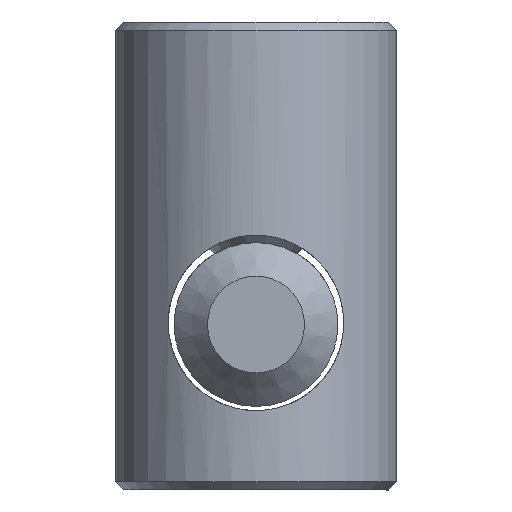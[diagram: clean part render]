
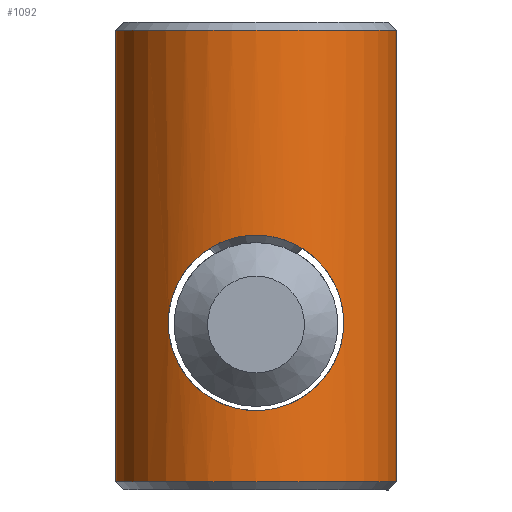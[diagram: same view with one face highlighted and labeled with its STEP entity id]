
A CAD part, left-side view. The second image highlights one B-rep face of the part: STEP entity #1092.
In plain terms, the highlighted cylindrical face has radius 8.425 mm (diameter 16.85 mm), a full revolution.
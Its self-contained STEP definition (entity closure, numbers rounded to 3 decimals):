
#17=B_SPLINE_CURVE_WITH_KNOTS('',3,(#1957,#1958,#1959,#1960,#1961,#1962,
#1963,#1964,#1965,#1966,#1967,#1968,#1969,#1970,#1971,#1972,#1973,#1974,
#1975,#1976,#1977,#1978,#1979,#1980,#1981,#1982,#1983,#1984,#1985,#1986,
#1987,#1988,#1989,#1990),.UNSPECIFIED.,.T.,.F.,(4,2,2,2,2,2,2,2,2,2,2,2,
2,2,2,2,4),(-3.274,-3.069,-2.863,-2.66,
-2.456,-2.252,-2.048,-1.843,
-1.637,-1.432,-1.226,-1.022,
-0.819,-0.615,-0.411,-0.205,
0.),.UNSPECIFIED.);
#18=B_SPLINE_CURVE_WITH_KNOTS('',3,(#1992,#1993,#1994,#1995,#1996,#1997,
#1998,#1999,#2000,#2001,#2002,#2003,#2004,#2005,#2006,#2007,#2008,#2009,
#2010,#2011,#2012,#2013,#2014,#2015,#2016,#2017,#2018,#2019,#2020,#2021,
#2022,#2023,#2024,#2025),.UNSPECIFIED.,.T.,.F.,(4,2,2,2,2,2,2,2,2,2,2,2,
2,2,2,2,4),(0.,0.205,0.411,0.615,0.819,
1.022,1.226,1.432,1.637,1.843,
2.048,2.252,2.456,2.66,2.863,
3.069,3.274),.UNSPECIFIED.);
#40=FACE_BOUND('',#190,.T.);
#41=FACE_BOUND('',#191,.T.);
#124=FACE_OUTER_BOUND('',#189,.T.);
#189=EDGE_LOOP('',(#853,#854,#855,#856,#857,#858));
#190=EDGE_LOOP('',(#859));
#191=EDGE_LOOP('',(#860));
#268=LINE('',#1951,#337);
#337=VECTOR('',#1452,8.425);
#388=CIRCLE('',#1206,8.425);
#389=CIRCLE('',#1207,8.425);
#390=CIRCLE('',#1208,8.425);
#391=CIRCLE('',#1209,8.425);
#484=VERTEX_POINT('',#1947);
#485=VERTEX_POINT('',#1948);
#486=VERTEX_POINT('',#1950);
#487=VERTEX_POINT('',#1952);
#488=VERTEX_POINT('',#1956);
#489=VERTEX_POINT('',#1991);
#616=EDGE_CURVE('',#484,#485,#388,.T.);
#617=EDGE_CURVE('',#485,#486,#268,.T.);
#618=EDGE_CURVE('',#486,#487,#389,.T.);
#619=EDGE_CURVE('',#487,#486,#390,.T.);
#620=EDGE_CURVE('',#485,#484,#391,.T.);
#621=EDGE_CURVE('',#488,#488,#17,.F.);
#622=EDGE_CURVE('',#489,#489,#18,.F.);
#853=ORIENTED_EDGE('',*,*,#616,.T.);
#854=ORIENTED_EDGE('',*,*,#617,.T.);
#855=ORIENTED_EDGE('',*,*,#618,.T.);
#856=ORIENTED_EDGE('',*,*,#619,.T.);
#857=ORIENTED_EDGE('',*,*,#617,.F.);
#858=ORIENTED_EDGE('',*,*,#620,.T.);
#859=ORIENTED_EDGE('',*,*,#621,.T.);
#860=ORIENTED_EDGE('',*,*,#622,.T.);
#989=CYLINDRICAL_SURFACE('',#1205,8.425);
#1092=ADVANCED_FACE('',(#124,#40,#41),#989,.T.);
#1205=AXIS2_PLACEMENT_3D('',#1946,#1448,#1449);
#1206=AXIS2_PLACEMENT_3D('',#1949,#1450,#1451);
#1207=AXIS2_PLACEMENT_3D('',#1953,#1453,#1454);
#1208=AXIS2_PLACEMENT_3D('',#1954,#1455,#1456);
#1209=AXIS2_PLACEMENT_3D('',#1955,#1457,#1458);
#1448=DIRECTION('center_axis',(0.,0.,
1.));
#1449=DIRECTION('ref_axis',(0.,-1.,0.));
#1450=DIRECTION('center_axis',(0.,0.,
-1.));
#1451=DIRECTION('ref_axis',(0.,-1.,0.));
#1452=DIRECTION('',(0.,0.,-1.));
#1453=DIRECTION('center_axis',(0.,0.,
1.));
#1454=DIRECTION('ref_axis',(0.,-1.,0.));
#1455=DIRECTION('center_axis',(0.,0.,
1.));
#1456=DIRECTION('ref_axis',(0.,-1.,0.));
#1457=DIRECTION('center_axis',(0.,0.,
-1.));
#1458=DIRECTION('ref_axis',(0.,-1.,0.));
#1946=CARTESIAN_POINT('Origin',(-22.5,0.,-9.9));
#1947=CARTESIAN_POINT('',(-22.5,-8.425,17.6));
#1948=CARTESIAN_POINT('',(-22.5,8.425,17.6));
#1949=CARTESIAN_POINT('Origin',(-22.5,0.,17.6));
#1950=CARTESIAN_POINT('',(-22.5,8.425,-9.4));
#1951=CARTESIAN_POINT('',(-22.5,8.425,-9.9));
#1952=CARTESIAN_POINT('',(-22.5,-8.425,-9.4));
#1953=CARTESIAN_POINT('Origin',(-22.5,0.,-9.4));
#1954=CARTESIAN_POINT('Origin',(-22.5,0.,-9.4));
#1955=CARTESIAN_POINT('Origin',(-22.5,0.,17.6));
#1956=CARTESIAN_POINT('',(-29.089,5.25,0.1));
#1957=CARTESIAN_POINT('Ctrl Pts',(-29.089,-5.25,0.1));
#1958=CARTESIAN_POINT('Ctrl Pts',(-29.089,-5.25,0.785));
#1959=CARTESIAN_POINT('Ctrl Pts',(-29.207,-5.109,1.494));
#1960=CARTESIAN_POINT('Ctrl Pts',(-29.586,-4.569,2.778));
#1961=CARTESIAN_POINT('Ctrl Pts',(-29.838,-4.17,3.355));
#1962=CARTESIAN_POINT('Ctrl Pts',(-30.286,-3.258,4.266));
#1963=CARTESIAN_POINT('Ctrl Pts',(-30.515,-2.681,4.668));
#1964=CARTESIAN_POINT('Ctrl Pts',(-30.836,-1.392,5.21));
#1965=CARTESIAN_POINT('Ctrl Pts',(-30.925,-0.679,5.35));
#1966=CARTESIAN_POINT('Ctrl Pts',(-30.925,0.679,5.35));
#1967=CARTESIAN_POINT('Ctrl Pts',(-30.836,1.392,5.21));
#1968=CARTESIAN_POINT('Ctrl Pts',(-30.515,2.681,4.668));
#1969=CARTESIAN_POINT('Ctrl Pts',(-30.286,3.258,4.266));
#1970=CARTESIAN_POINT('Ctrl Pts',(-29.838,4.17,3.355));
#1971=CARTESIAN_POINT('Ctrl Pts',(-29.586,4.569,2.778));
#1972=CARTESIAN_POINT('Ctrl Pts',(-29.207,5.109,1.494));
#1973=CARTESIAN_POINT('Ctrl Pts',(-29.089,5.25,0.785));
#1974=CARTESIAN_POINT('Ctrl Pts',(-29.089,5.25,-0.585));
#1975=CARTESIAN_POINT('Ctrl Pts',(-29.207,5.109,-1.294));
#1976=CARTESIAN_POINT('Ctrl Pts',(-29.586,4.569,-2.578));
#1977=CARTESIAN_POINT('Ctrl Pts',(-29.838,4.17,-3.155));
#1978=CARTESIAN_POINT('Ctrl Pts',(-30.286,3.258,-4.066));
#1979=CARTESIAN_POINT('Ctrl Pts',(-30.515,2.681,-4.468));
#1980=CARTESIAN_POINT('Ctrl Pts',(-30.836,1.392,-5.01));
#1981=CARTESIAN_POINT('Ctrl Pts',(-30.925,0.679,-5.15));
#1982=CARTESIAN_POINT('Ctrl Pts',(-30.925,-0.679,-5.15));
#1983=CARTESIAN_POINT('Ctrl Pts',(-30.836,-1.392,-5.01));
#1984=CARTESIAN_POINT('Ctrl Pts',(-30.515,-2.681,-4.468));
#1985=CARTESIAN_POINT('Ctrl Pts',(-30.286,-3.258,-4.066));
#1986=CARTESIAN_POINT('Ctrl Pts',(-29.838,-4.17,-3.155));
#1987=CARTESIAN_POINT('Ctrl Pts',(-29.586,-4.569,-2.578));
#1988=CARTESIAN_POINT('Ctrl Pts',(-29.207,-5.109,-1.294));
#1989=CARTESIAN_POINT('Ctrl Pts',(-29.089,-5.25,-0.585));
#1990=CARTESIAN_POINT('Ctrl Pts',(-29.089,-5.25,0.1));
#1991=CARTESIAN_POINT('',(-15.911,5.25,0.1));
#1992=CARTESIAN_POINT('Ctrl Pts',(-15.911,-5.25,0.1));
#1993=CARTESIAN_POINT('Ctrl Pts',(-15.911,-5.25,-0.585));
#1994=CARTESIAN_POINT('Ctrl Pts',(-15.793,-5.109,-1.294));
#1995=CARTESIAN_POINT('Ctrl Pts',(-15.414,-4.569,-2.578));
#1996=CARTESIAN_POINT('Ctrl Pts',(-15.162,-4.17,-3.155));
#1997=CARTESIAN_POINT('Ctrl Pts',(-14.714,-3.258,-4.066));
#1998=CARTESIAN_POINT('Ctrl Pts',(-14.485,-2.681,-4.468));
#1999=CARTESIAN_POINT('Ctrl Pts',(-14.164,-1.392,-5.01));
#2000=CARTESIAN_POINT('Ctrl Pts',(-14.075,-0.679,-5.15));
#2001=CARTESIAN_POINT('Ctrl Pts',(-14.075,0.679,-5.15));
#2002=CARTESIAN_POINT('Ctrl Pts',(-14.164,1.392,-5.01));
#2003=CARTESIAN_POINT('Ctrl Pts',(-14.485,2.681,-4.468));
#2004=CARTESIAN_POINT('Ctrl Pts',(-14.714,3.258,-4.066));
#2005=CARTESIAN_POINT('Ctrl Pts',(-15.162,4.17,-3.155));
#2006=CARTESIAN_POINT('Ctrl Pts',(-15.414,4.569,-2.578));
#2007=CARTESIAN_POINT('Ctrl Pts',(-15.793,5.109,-1.294));
#2008=CARTESIAN_POINT('Ctrl Pts',(-15.911,5.25,-0.585));
#2009=CARTESIAN_POINT('Ctrl Pts',(-15.911,5.25,0.785));
#2010=CARTESIAN_POINT('Ctrl Pts',(-15.793,5.109,1.494));
#2011=CARTESIAN_POINT('Ctrl Pts',(-15.414,4.569,2.778));
#2012=CARTESIAN_POINT('Ctrl Pts',(-15.162,4.17,3.355));
#2013=CARTESIAN_POINT('Ctrl Pts',(-14.714,3.258,4.266));
#2014=CARTESIAN_POINT('Ctrl Pts',(-14.485,2.681,4.668));
#2015=CARTESIAN_POINT('Ctrl Pts',(-14.164,1.392,5.21));
#2016=CARTESIAN_POINT('Ctrl Pts',(-14.075,0.679,5.35));
#2017=CARTESIAN_POINT('Ctrl Pts',(-14.075,-0.679,5.35));
#2018=CARTESIAN_POINT('Ctrl Pts',(-14.164,-1.392,5.21));
#2019=CARTESIAN_POINT('Ctrl Pts',(-14.485,-2.681,4.668));
#2020=CARTESIAN_POINT('Ctrl Pts',(-14.714,-3.258,4.266));
#2021=CARTESIAN_POINT('Ctrl Pts',(-15.162,-4.17,3.355));
#2022=CARTESIAN_POINT('Ctrl Pts',(-15.414,-4.569,2.778));
#2023=CARTESIAN_POINT('Ctrl Pts',(-15.793,-5.109,1.494));
#2024=CARTESIAN_POINT('Ctrl Pts',(-15.911,-5.25,0.785));
#2025=CARTESIAN_POINT('Ctrl Pts',(-15.911,-5.25,0.1));
